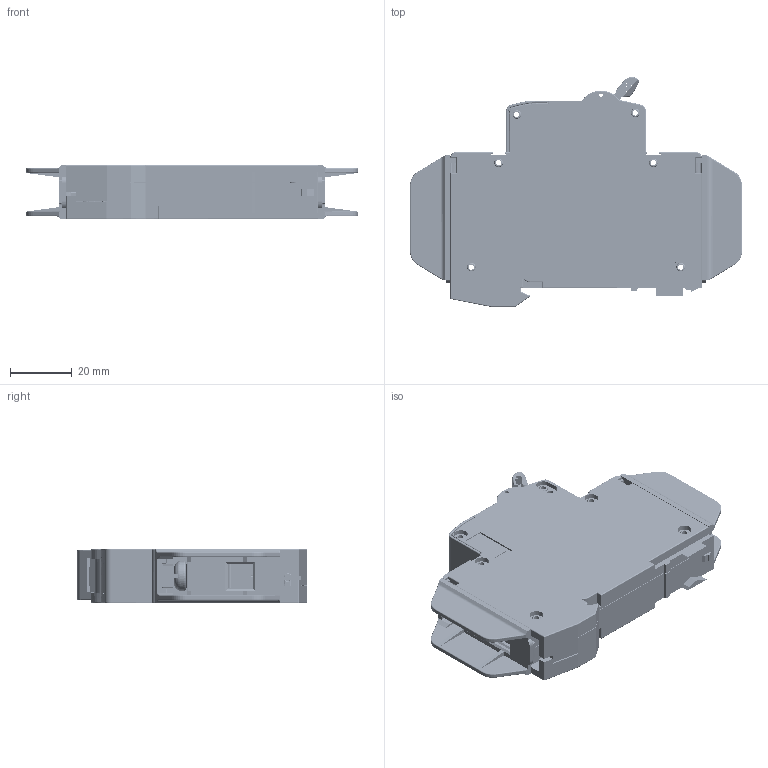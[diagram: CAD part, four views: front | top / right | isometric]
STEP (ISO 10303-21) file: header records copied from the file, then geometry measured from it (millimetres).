
FILE_DESCRIPTION(/* description */ ('UL489 Breaker Dimensions for Catalog Pages '),/* implementation_level */ '2;1');
FILE_NAME(/* name */ 'UL489_MCB_1Pole.stp',/* time_stamp */ '2018-05-17T17:21:00-04:00',/* author */ ('ntempalski'),/* organization */ ('Unknown'),/* preprocessor_version */ 'ST-DEVELOPER v17',/* originating_system */ 'Autodesk Inventor 2018',/* authorisation */ '');
FILE_SCHEMA (('AUTOMOTIVE_DESIGN { 1 0 10303 214 3 1 1 }'));
Products named in the file (1): UL489_MCB_1Pole_Labels_Included
Bounding box: 107.2 x 74.15 x 17.65 mm (x, y, z)
Volume: 43427.8 mm3; surface area: 77192.9 mm2
Topology: 72 solids, 72 shells, 6082 faces, 16545 edges, 10755 vertices
Faces by surface type: plane 3726, cylinder 1485, bspline 599, torus 174, sphere 76, cone 22
Full cylindrical faces by diameter (mm): 0.35 x1, 0.5 x6, 1 x4, 1.2 x1, 1.3 x2, 1.5 x5, 1.6 x1, 1.7 x11, 1.9 x8, 2 x16, 2.2 x16, 2.35 x1, 2.4 x21, 2.6 x1, 2.7 x1, 2.8 x16, 3 x1, 3.2 x8, 3.3 x3, 3.4 x9, 3.9 x2, 4.1 x2, 4.3 x6, 4.4 x2, 4.5 x11, 4.8 x1, 4.9 x38, 5.4 x2, 5.5 x1, 6.9 x1
Entity records: 234471 total; most frequent: CARTESIAN_POINT 81555, ORIENTED_EDGE 33088, DIRECTION 29677, EDGE_CURVE 16544, LINE 11367, VECTOR 11367, VERTEX_POINT 10755, AXIS2_PLACEMENT_3D 9155
